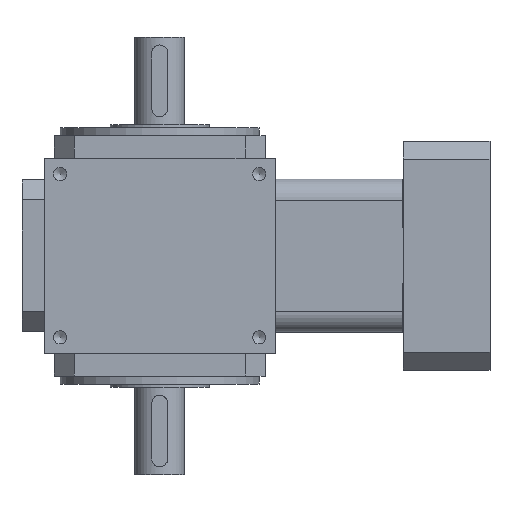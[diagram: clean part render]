
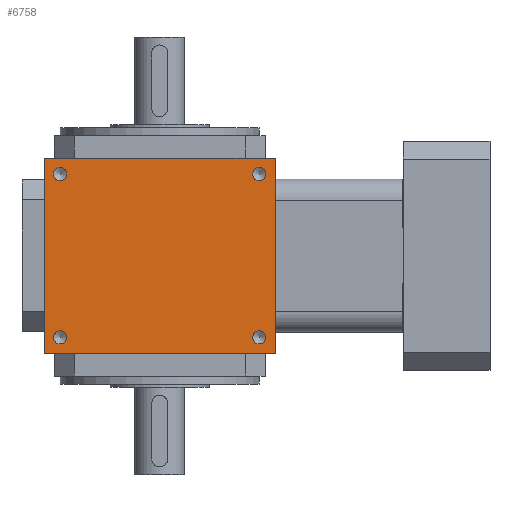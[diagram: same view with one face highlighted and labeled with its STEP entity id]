
A CAD part, top view. The second image highlights one B-rep face of the part: STEP entity #6758.
In plain terms, the highlighted planar face has unit normal (0, 0, 1).
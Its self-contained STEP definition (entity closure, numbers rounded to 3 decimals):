
#71=LINE('',#9255,#529);
#73=LINE('',#9264,#531);
#77=LINE('',#9275,#535);
#78=LINE('',#9281,#536);
#529=VECTOR('',#7729,1000.);
#531=VECTOR('',#7737,1000.);
#535=VECTOR('',#7747,1000.);
#536=VECTOR('',#7754,1000.);
#988=PLANE('',#7150);
#1373=ORIENTED_EDGE('',*,*,#2648,.T.);
#1374=ORIENTED_EDGE('',*,*,#2654,.T.);
#1375=ORIENTED_EDGE('',*,*,#2660,.T.);
#1376=ORIENTED_EDGE('',*,*,#2689,.T.);
#1377=ORIENTED_EDGE('',*,*,#2686,.F.);
#1378=ORIENTED_EDGE('',*,*,#2683,.F.);
#1379=ORIENTED_EDGE('',*,*,#2673,.T.);
#1380=ORIENTED_EDGE('',*,*,#2677,.T.);
#2648=EDGE_CURVE('',#3315,#3315,#3818,.T.);
#2654=EDGE_CURVE('',#3323,#3323,#3824,.T.);
#2660=EDGE_CURVE('',#3331,#3331,#3830,.T.);
#2673=EDGE_CURVE('',#3343,#3345,#71,.T.);
#2677=EDGE_CURVE('',#3345,#3348,#73,.T.);
#2683=EDGE_CURVE('',#3343,#3353,#77,.T.);
#2686=EDGE_CURVE('',#3353,#3348,#78,.T.);
#2689=EDGE_CURVE('',#3357,#3357,#3847,.T.);
#3315=VERTEX_POINT('',#9182);
#3323=VERTEX_POINT('',#9202);
#3331=VERTEX_POINT('',#9222);
#3343=VERTEX_POINT('',#9250);
#3345=VERTEX_POINT('',#9254);
#3348=VERTEX_POINT('',#9262);
#3353=VERTEX_POINT('',#9273);
#3357=VERTEX_POINT('',#9287);
#3818=CIRCLE('',#7100,3.324);
#3824=CIRCLE('',#7112,3.324);
#3830=CIRCLE('',#7124,3.324);
#3847=CIRCLE('',#7151,3.324);
#4061=EDGE_LOOP('',(#1373));
#4062=EDGE_LOOP('',(#1374));
#4063=EDGE_LOOP('',(#1375));
#4064=EDGE_LOOP('',(#1376));
#4065=EDGE_LOOP('',(#1377,#1378,#1379,#1380));
#4569=FACE_BOUND('',#4061,.T.);
#4570=FACE_BOUND('',#4062,.T.);
#4571=FACE_BOUND('',#4063,.T.);
#4572=FACE_BOUND('',#4064,.T.);
#4573=FACE_BOUND('',#4065,.T.);
#6758=ADVANCED_FACE('',(#4569,#4570,#4571,#4572,#4573),#988,.T.);
#7100=AXIS2_PLACEMENT_3D('',#9181,#7646,#7647);
#7112=AXIS2_PLACEMENT_3D('',#9201,#7670,#7671);
#7124=AXIS2_PLACEMENT_3D('',#9221,#7694,#7695);
#7150=AXIS2_PLACEMENT_3D('',#9285,#7758,#7759);
#7151=AXIS2_PLACEMENT_3D('',#9286,#7760,#7761);
#7646=DIRECTION('',(0.,0.,-1.));
#7647=DIRECTION('',(0.,-1.,0.));
#7670=DIRECTION('',(0.,0.,-1.));
#7671=DIRECTION('',(0.,-1.,0.));
#7694=DIRECTION('',(0.,0.,-1.));
#7695=DIRECTION('',(0.,-1.,0.));
#7729=DIRECTION('',(0.,1.,0.));
#7737=DIRECTION('',(-1.,0.,0.));
#7747=DIRECTION('',(-1.,0.,0.));
#7754=DIRECTION('',(0.,1.,0.));
#7758=DIRECTION('',(0.,0.,1.));
#7759=DIRECTION('',(1.,0.,0.));
#7760=DIRECTION('',(0.,0.,-1.));
#7761=DIRECTION('',(0.,-1.,0.));
#9181=CARTESIAN_POINT('',(50.,41.,39.435));
#9182=CARTESIAN_POINT('',(50.,37.677,39.435));
#9201=CARTESIAN_POINT('',(50.,-41.,39.435));
#9202=CARTESIAN_POINT('',(50.,-44.324,39.435));
#9221=CARTESIAN_POINT('',(-50.,41.,39.435));
#9222=CARTESIAN_POINT('',(-50.,37.677,39.435));
#9250=CARTESIAN_POINT('',(58.,-49.,39.435));
#9254=CARTESIAN_POINT('',(58.,49.,39.435));
#9255=CARTESIAN_POINT('',(58.,-49.,39.435));
#9262=CARTESIAN_POINT('',(-58.,49.,39.435));
#9264=CARTESIAN_POINT('',(58.,49.,39.435));
#9273=CARTESIAN_POINT('',(-58.,-49.,39.435));
#9275=CARTESIAN_POINT('',(58.,-49.,39.435));
#9281=CARTESIAN_POINT('',(-58.,-49.,39.435));
#9285=CARTESIAN_POINT('',(58.,-49.,39.435));
#9286=CARTESIAN_POINT('',(-50.,-41.,39.435));
#9287=CARTESIAN_POINT('',(-50.,-44.324,39.435));
